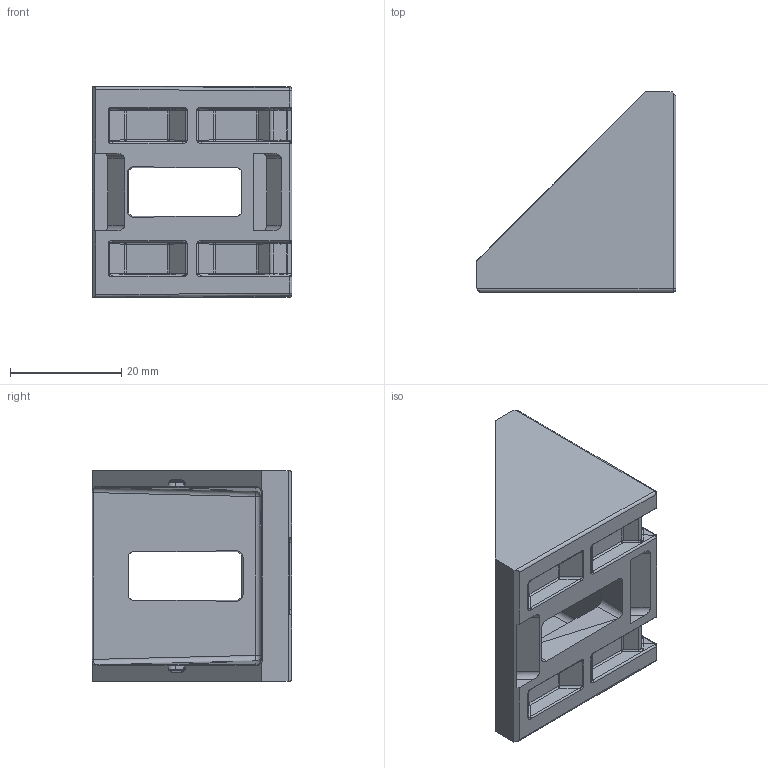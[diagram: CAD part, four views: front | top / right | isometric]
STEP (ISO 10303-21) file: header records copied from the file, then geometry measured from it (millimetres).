
FILE_DESCRIPTION (( 'STEP AP214' ), '1' );
FILE_NAME ('093w404.STEP', '2014-08-20T12:14:59', ( '' ), ( '' ), 'SwSTEP 2.0', 'SolidWorks 2014', '' );
FILE_SCHEMA (( 'AUTOMOTIVE_DESIGN' ));
Length unit declared in the file: millimetre
Products named in the file (1): 093w404
Bounding box: 36 x 36 x 38 mm (x, y, z)
Volume: 12668.6 mm3; surface area: 8415.4 mm2
Topology: 1 solids, 1 shells, 473 faces, 1155 edges, 686 vertices
Faces by surface type: plane 152, cylinder 149, bspline 135, sphere 20, cone 9, torus 8
Entity records: 16798 total; most frequent: CARTESIAN_POINT 6965, ORIENTED_EDGE 2278, DIRECTION 1748, EDGE_CURVE 1139, VERTEX_POINT 686, AXIS2_PLACEMENT_3D 587, VECTOR 574, LINE 574
